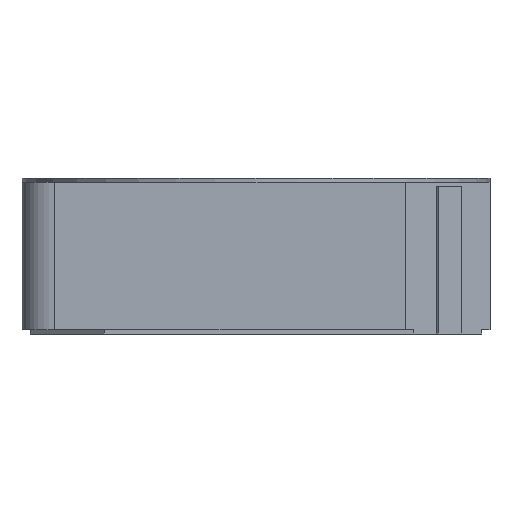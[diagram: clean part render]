
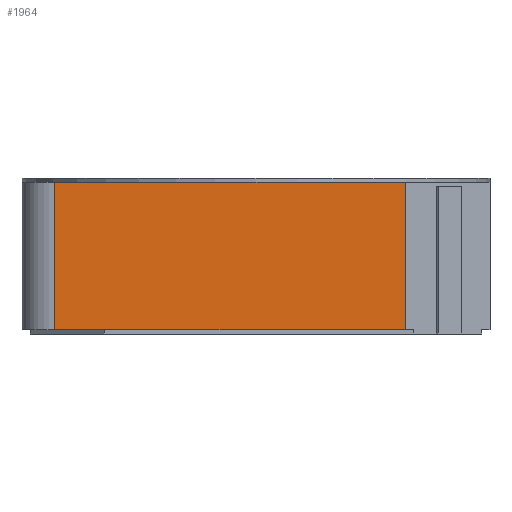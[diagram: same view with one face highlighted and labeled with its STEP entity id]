
A CAD part, front view. The second image highlights one B-rep face of the part: STEP entity #1964.
In plain terms, the highlighted planar face has unit normal (0, -1, 0).
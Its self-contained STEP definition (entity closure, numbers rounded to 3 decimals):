
#82=PLANE('',#2057);
#184=LINE('',#2553,#340);
#187=LINE('',#2561,#343);
#189=LINE('',#2568,#345);
#193=LINE('',#2579,#349);
#207=LINE('',#2609,#363);
#340=VECTOR('',#2198,1000.);
#343=VECTOR('',#2205,1000.);
#345=VECTOR('',#2211,1000.);
#349=VECTOR('',#2223,1000.);
#363=VECTOR('',#2245,1000.);
#554=ORIENTED_EDGE('',*,*,#926,.F.);
#555=ORIENTED_EDGE('',*,*,#949,.T.);
#556=ORIENTED_EDGE('',*,*,#932,.T.);
#557=ORIENTED_EDGE('',*,*,#919,.T.);
#558=ORIENTED_EDGE('',*,*,#923,.F.);
#919=EDGE_CURVE('',#1119,#1118,#184,.T.);
#923=EDGE_CURVE('',#1121,#1118,#187,.T.);
#926=EDGE_CURVE('',#1124,#1121,#189,.T.);
#932=EDGE_CURVE('',#1128,#1119,#193,.T.);
#949=EDGE_CURVE('',#1124,#1128,#207,.F.);
#1118=VERTEX_POINT('',#2552);
#1119=VERTEX_POINT('',#2554);
#1121=VERTEX_POINT('',#2560);
#1124=VERTEX_POINT('',#2567);
#1128=VERTEX_POINT('',#2580);
#1244=EDGE_LOOP('',(#554,#555,#556,#557,#558));
#1327=FACE_BOUND('',#1244,.T.);
#1964=ADVANCED_FACE('',(#1327),#82,.T.);
#2057=AXIS2_PLACEMENT_3D('',#2608,#2243,#2244);
#2198=DIRECTION('',(0.,0.,1.));
#2205=DIRECTION('',(1.,0.,0.));
#2211=DIRECTION('',(1.,0.,0.));
#2223=DIRECTION('',(1.,0.,0.));
#2243=DIRECTION('',(0.,-1.,0.));
#2244=DIRECTION('',(1.,0.,0.));
#2245=DIRECTION('',(0.,0.,1.));
#2552=CARTESIAN_POINT('',(1.817,-2.85,0.));
#2553=CARTESIAN_POINT('',(1.817,-2.85,-1.8));
#2554=CARTESIAN_POINT('',(1.817,-2.85,-1.8));
#2560=CARTESIAN_POINT('',(0.,-2.85,0.));
#2561=CARTESIAN_POINT('',(0.,-2.85,0.));
#2567=CARTESIAN_POINT('',(-2.45,-2.85,0.));
#2568=CARTESIAN_POINT('',(0.,-2.85,0.));
#2579=CARTESIAN_POINT('',(-2.85,-2.85,-1.8));
#2580=CARTESIAN_POINT('',(-2.45,-2.85,-1.8));
#2608=CARTESIAN_POINT('',(0.,-2.85,-1.8));
#2609=CARTESIAN_POINT('',(-2.45,-2.85,-1.8));
